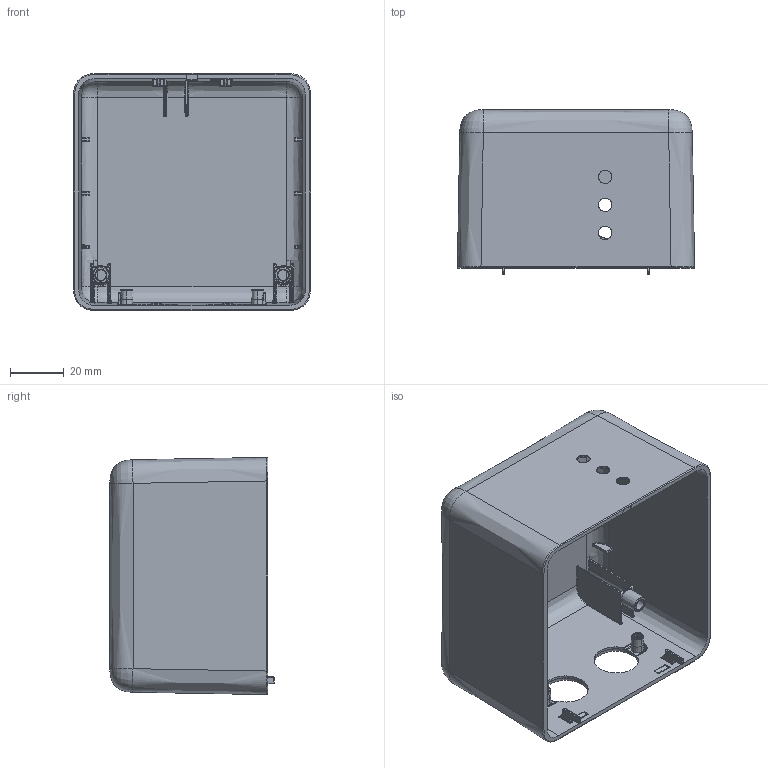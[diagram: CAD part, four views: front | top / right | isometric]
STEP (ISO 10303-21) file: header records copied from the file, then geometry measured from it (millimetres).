
FILE_DESCRIPTION((''),'2;1');
FILE_NAME('ZOWI_TOP_HOUSING_ZYUAN-MODIFY-1','2015-11-19T',('simon.baumgartner'),(''),'PRO/ENGINEER BY PARAMETRIC TECHNOLOGY CORPORATION, 2014430','PRO/ENGINEER BY PARAMETRIC TECHNOLOGY CORPORATION, 2014430','');
FILE_SCHEMA(('CONFIG_CONTROL_DESIGN'));
Length unit declared in the file: metre
Products named in the file (1): ZOWI_TOP_HOUSING_ZYUAN-MODIFY-1
Bounding box: 88.5 x 61.3 x 88.5 mm (x, y, z)
Volume: 52678.6 mm3; surface area: 56285.3 mm2
Topology: 1 solids, 1 shells, 724 faces, 1830 edges, 1074 vertices
Faces by surface type: cylinder 263, bspline 164, plane 141, sphere 50, torus 46, cone 36, extrusion 24
Entity records: 33199 total; most frequent: CARTESIAN_POINT 17315, ORIENTED_EDGE 3560, DIRECTION 2977, EDGE_CURVE 1780, AXIS2_PLACEMENT_3D 1148, VERTEX_POINT 1074, EDGE_LOOP 754, FACE_OUTER_BOUND 724
